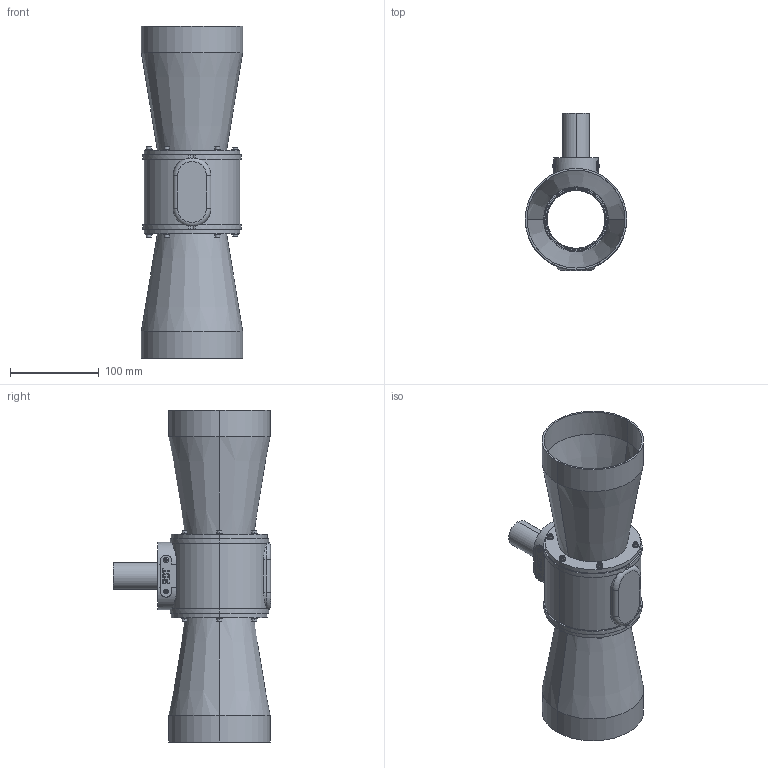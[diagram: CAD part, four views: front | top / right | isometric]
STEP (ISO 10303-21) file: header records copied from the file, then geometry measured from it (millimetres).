
FILE_DESCRIPTION (( 'STEP AP214' ), '1' );
FILE_NAME ('P-065-030-rev-C-BT.STEP', '2023-01-02T09:18:12', ( '' ), ( '' ), 'SwSTEP 2.0', 'SolidWorks 2021', '' );
FILE_SCHEMA (( 'AUTOMOTIVE_DESIGN' ));
Length unit declared in the file: millimetre
Products named in the file (1): P-065-030-rev-C-BT
Bounding box: 114.3 x 177.01 x 374 mm (x, y, z)
Volume: 799076.1 mm3; surface area: 254581.6 mm2
Topology: 1 solids, 26 shells, 859 faces, 2001 edges, 1246 vertices
Faces by surface type: plane 429, cylinder 268, cone 63, torus 53, bspline 37, sphere 9
Entity records: 37321 total; most frequent: CARTESIAN_POINT 8512, DIRECTION 4083, ORIENTED_EDGE 3938, EDGE_CURVE 1969, AXIS2_PLACEMENT_3D 1575, VERTEX_POINT 1246, EDGE_LOOP 1003, VECTOR 933
